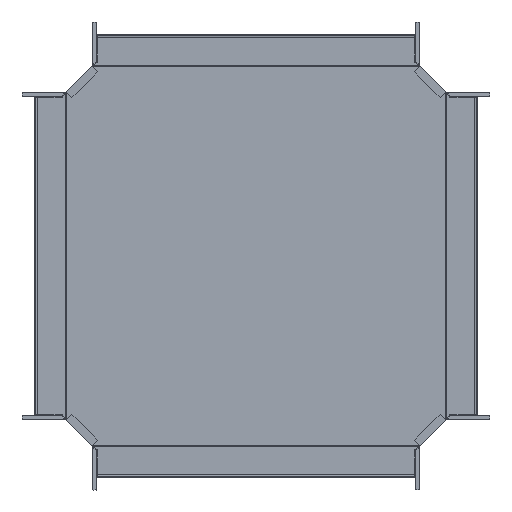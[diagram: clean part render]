
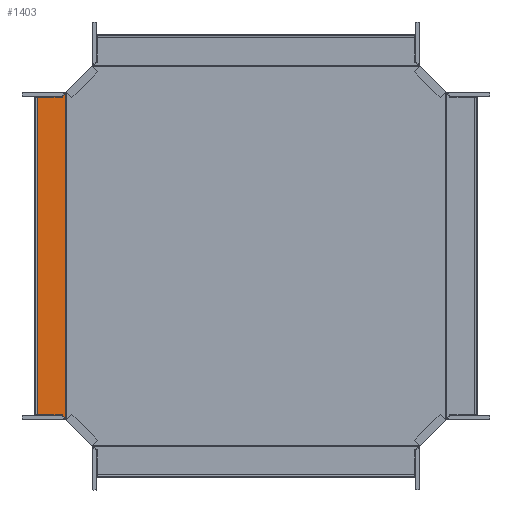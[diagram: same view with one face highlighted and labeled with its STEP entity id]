
A CAD part, front view. The second image highlights one B-rep face of the part: STEP entity #1403.
In plain terms, the highlighted planar face has unit normal (0, -1, 0).
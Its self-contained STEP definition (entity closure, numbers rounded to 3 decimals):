
#90 = ORIENTED_EDGE ( 'NONE', *, *, #2595, .F. ) ;
#104 = DIRECTION ( 'NONE',  ( 0., 0., -1. ) ) ;
#137 = CARTESIAN_POINT ( 'NONE',  ( -347.939, -2.25, 295.213 ) ) ;
#168 = CARTESIAN_POINT ( 'NONE',  ( -353.497, -2.25, 289.75 ) ) ;
#301 = AXIS2_PLACEMENT_3D ( 'NONE', #4655, #4711, #6148 ) ;
#320 = VERTEX_POINT ( 'NONE', #4594 ) ;
#512 = CARTESIAN_POINT ( 'NONE',  ( -347.667, -2.25, 295.389 ) ) ;
#633 = CARTESIAN_POINT ( 'NONE',  ( -347.511, -2.25, -295.476 ) ) ;
#813 = CARTESIAN_POINT ( 'NONE',  ( -347.384, -2.25, -295.546 ) ) ;
#912 = CARTESIAN_POINT ( 'NONE',  ( -398.912, -2.25, 289.75 ) ) ;
#1002 = ORIENTED_EDGE ( 'NONE', *, *, #1425, .T. ) ;
#1016 = VECTOR ( 'NONE', #3692, 1000. ) ;
#1311 = LINE ( 'NONE', #2333, #4855 ) ;
#1403 = ADVANCED_FACE ( 'NONE', ( #6066 ), #6094, .T. ) ;
#1425 = EDGE_CURVE ( 'NONE', #320, #3544, #2260, .T. ) ;
#1474 = CARTESIAN_POINT ( 'NONE',  ( -348.212, -2.25, 295.035 ) ) ;
#1486 = EDGE_CURVE ( 'NONE', #2919, #4055, #1507, .T. ) ;
#1507 = LINE ( 'NONE', #4809, #5470 ) ;
#1512 = EDGE_CURVE ( 'NONE', #5183, #2919, #2934, .T. ) ;
#1569 = VECTOR ( 'NONE', #4368, 1000. ) ;
#1572 = CARTESIAN_POINT ( 'NONE',  ( -347.824, -2.25, -295.284 ) ) ;
#1802 = DIRECTION ( 'NONE',  ( 1., 0., 0. ) ) ;
#1851 = CARTESIAN_POINT ( 'NONE',  ( -398.912, -2.25, -7.302 ) ) ;
#1856 = ORIENTED_EDGE ( 'NONE', *, *, #4538, .T. ) ;
#1940 = CARTESIAN_POINT ( 'NONE',  ( -347.897, -2.25, -295.238 ) ) ;
#1966 = ORIENTED_EDGE ( 'NONE', *, *, #1486, .F. ) ;
#2008 = CARTESIAN_POINT ( 'NONE',  ( -348.125, -2.25, -295.092 ) ) ;
#2260 = LINE ( 'NONE', #4596, #4665 ) ;
#2333 = CARTESIAN_POINT ( 'NONE',  ( -353.497, -2.25, 289.75 ) ) ;
#2487 = ORIENTED_EDGE ( 'NONE', *, *, #1512, .F. ) ;
#2560 = B_SPLINE_CURVE_WITH_KNOTS ( 'NONE', 3,
 ( #4810, #2008, #5866, #1940, #4397, #1572, #4901, #3908, #3502, #3036, #633, #4932 ),
 .UNSPECIFIED., .F., .F.,
 ( 4, 1, 1, 1, 1, 2, 2, 4 ),
 ( 0., 0.25, 0.375, 0.437, 0.469, 0.484, 0.5, 1. ),
 .UNSPECIFIED. ) ;
#2595 = EDGE_CURVE ( 'NONE', #4362, #5183, #1311, .T. ) ;
#2616 = CARTESIAN_POINT ( 'NONE',  ( -353.497, -2.25, 289.75 ) ) ;
#2815 = CARTESIAN_POINT ( 'NONE',  ( -353.497, -2.25, -289.75 ) ) ;
#2919 = VERTEX_POINT ( 'NONE', #5572 ) ;
#2934 = B_SPLINE_CURVE_WITH_KNOTS ( 'NONE', 3,
 ( #1474, #137, #512, #3907 ),
 .UNSPECIFIED., .F., .F.,
 ( 4, 4 ),
 ( 0., 1. ),
 .UNSPECIFIED. ) ;
#3036 = CARTESIAN_POINT ( 'NONE',  ( -347.65, -2.25, -295.393 ) ) ;
#3316 = LINE ( 'NONE', #1851, #3349 ) ;
#3318 = CARTESIAN_POINT ( 'NONE',  ( -348.212, -2.25, -295.035 ) ) ;
#3348 = EDGE_CURVE ( 'NONE', #320, #5754, #3316, .T. ) ;
#3349 = VECTOR ( 'NONE', #5208, 1000. ) ;
#3425 = ORIENTED_EDGE ( 'NONE', *, *, #3348, .F. ) ;
#3502 = CARTESIAN_POINT ( 'NONE',  ( -347.807, -2.25, -295.295 ) ) ;
#3544 = VERTEX_POINT ( 'NONE', #4332 ) ;
#3692 = DIRECTION ( 'NONE',  ( 0.707, 0., -0.707 ) ) ;
#3907 = CARTESIAN_POINT ( 'NONE',  ( -347.384, -2.25, 295.546 ) ) ;
#3908 = CARTESIAN_POINT ( 'NONE',  ( -347.808, -2.25, -295.294 ) ) ;
#4055 = VERTEX_POINT ( 'NONE', #813 ) ;
#4332 = CARTESIAN_POINT ( 'NONE',  ( -353.497, -2.25, -289.75 ) ) ;
#4362 = VERTEX_POINT ( 'NONE', #2616 ) ;
#4368 = DIRECTION ( 'NONE',  ( 1., 0., 0. ) ) ;
#4397 = CARTESIAN_POINT ( 'NONE',  ( -347.847, -2.25, -295.27 ) ) ;
#4414 = VERTEX_POINT ( 'NONE', #3318 ) ;
#4420 = EDGE_LOOP ( 'NONE', ( #4884, #1856, #1966, #2487, #90, #5286, #3425, #1002 ) ) ;
#4485 = EDGE_CURVE ( 'NONE', #5754, #4362, #5304, .T. ) ;
#4538 = EDGE_CURVE ( 'NONE', #4414, #4055, #2560, .T. ) ;
#4594 = CARTESIAN_POINT ( 'NONE',  ( -398.912, -2.25, -289.75 ) ) ;
#4596 = CARTESIAN_POINT ( 'NONE',  ( -353.497, -2.25, -289.75 ) ) ;
#4655 = CARTESIAN_POINT ( 'NONE',  ( 0.076, -2.25, 0. ) ) ;
#4665 = VECTOR ( 'NONE', #1802, 1000. ) ;
#4711 = DIRECTION ( 'NONE',  ( 0., -1., 0. ) ) ;
#4809 = CARTESIAN_POINT ( 'NONE',  ( -347.384, -2.25, 0. ) ) ;
#4810 = CARTESIAN_POINT ( 'NONE',  ( -348.212, -2.25, -295.035 ) ) ;
#4855 = VECTOR ( 'NONE', #5523, 1000. ) ;
#4884 = ORIENTED_EDGE ( 'NONE', *, *, #5809, .T. ) ;
#4901 = CARTESIAN_POINT ( 'NONE',  ( -347.815, -2.25, -295.29 ) ) ;
#4932 = CARTESIAN_POINT ( 'NONE',  ( -347.384, -2.25, -295.546 ) ) ;
#5183 = VERTEX_POINT ( 'NONE', #5346 ) ;
#5208 = DIRECTION ( 'NONE',  ( 0., 0., 1. ) ) ;
#5286 = ORIENTED_EDGE ( 'NONE', *, *, #4485, .F. ) ;
#5304 = LINE ( 'NONE', #168, #1569 ) ;
#5346 = CARTESIAN_POINT ( 'NONE',  ( -348.212, -2.25, 295.035 ) ) ;
#5470 = VECTOR ( 'NONE', #104, 1000. ) ;
#5523 = DIRECTION ( 'NONE',  ( 0.707, 0., 0.707 ) ) ;
#5572 = CARTESIAN_POINT ( 'NONE',  ( -347.384, -2.25, 295.546 ) ) ;
#5754 = VERTEX_POINT ( 'NONE', #912 ) ;
#5809 = EDGE_CURVE ( 'NONE', #3544, #4414, #6063, .T. ) ;
#5866 = CARTESIAN_POINT ( 'NONE',  ( -348.008, -2.25, -295.167 ) ) ;
#6063 = LINE ( 'NONE', #2815, #1016 ) ;
#6066 = FACE_OUTER_BOUND ( 'NONE', #4420, .T. ) ;
#6094 = PLANE ( 'NONE',  #301 ) ;
#6148 = DIRECTION ( 'NONE',  ( 0., 0., -1. ) ) ;
